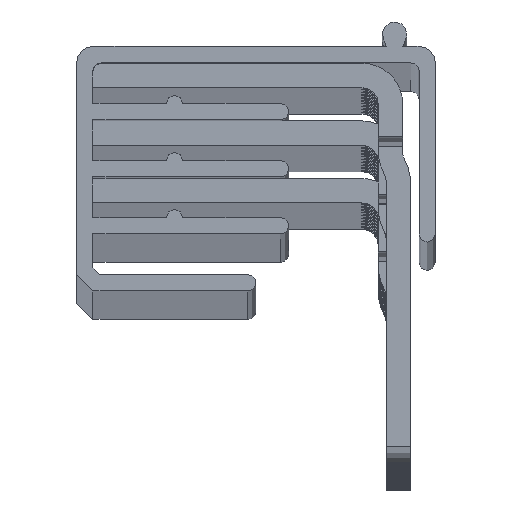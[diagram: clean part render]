
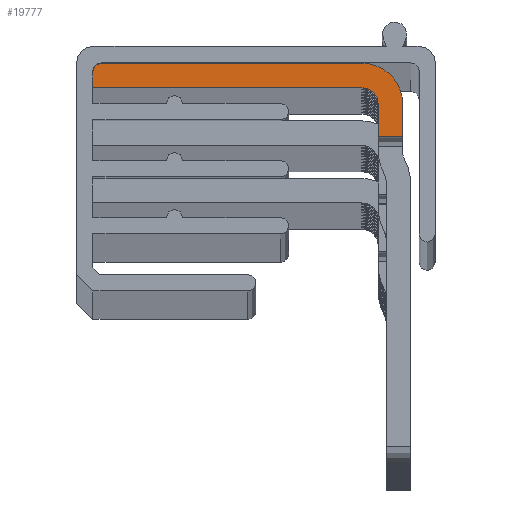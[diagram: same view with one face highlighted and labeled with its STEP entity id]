
A CAD part, top view. The second image highlights one B-rep face of the part: STEP entity #19777.
In plain terms, the highlighted planar face has unit normal (0, 0, 1).
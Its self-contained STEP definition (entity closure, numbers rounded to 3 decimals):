
#179=DIRECTION('',(1.,0.,0.));
#180=VECTOR('',#179,16.);
#181=CARTESIAN_POINT('',(-9.5,6.5,479.5));
#182=LINE('',#181,#180);
#199=CARTESIAN_POINT('',(6.5,4.,479.5));
#200=DIRECTION('',(0.,0.,-1.));
#201=DIRECTION('',(0.,1.,0.));
#202=AXIS2_PLACEMENT_3D('',#199,#200,#201);
#204=CARTESIAN_POINT('',(6.5,4.,479.5));
#205=DIRECTION('',(0.,0.,1.));
#206=DIRECTION('',(1.,0.,0.));
#207=AXIS2_PLACEMENT_3D('',#204,#205,#206);
#231=CARTESIAN_POINT('',(-9.5,6.,479.5));
#232=DIRECTION('',(0.,0.,1.));
#233=DIRECTION('',(0.,1.,0.));
#234=AXIS2_PLACEMENT_3D('',#231,#232,#233);
#249=DIRECTION('',(0.,1.,0.));
#250=VECTOR('',#249,1.);
#251=CARTESIAN_POINT('',(-10.,5.,479.5));
#252=LINE('',#251,#250);
#273=DIRECTION('',(1.,0.,0.));
#274=VECTOR('',#273,16.5);
#275=CARTESIAN_POINT('',(-10.,5.,479.5));
#276=LINE('',#275,#274);
#349=DIRECTION('',(0.,-1.,0.));
#350=VECTOR('',#349,1.995);
#351=CARTESIAN_POINT('',(7.5,4.,479.5));
#352=LINE('',#351,#350);
#367=DIRECTION('',(1.,0.,0.));
#368=VECTOR('',#367,1.5);
#369=CARTESIAN_POINT('',(7.5,2.005,479.5));
#370=LINE('',#369,#368);
#371=DIRECTION('',(0.,1.,0.));
#372=VECTOR('',#371,1.995);
#373=CARTESIAN_POINT('',(9.,2.005,479.5));
#374=LINE('',#373,#372);
#17705=CARTESIAN_POINT('',(7.5,4.,479.5));
#17706=CARTESIAN_POINT('',(6.5,5.,479.5));
#17707=VERTEX_POINT('',#17705);
#17708=VERTEX_POINT('',#17706);
#17709=CARTESIAN_POINT('',(9.,2.005,479.5));
#17710=CARTESIAN_POINT('',(9.,4.,479.5));
#17711=VERTEX_POINT('',#17709);
#17712=VERTEX_POINT('',#17710);
#17895=CARTESIAN_POINT('',(7.5,2.005,479.5));
#17896=VERTEX_POINT('',#17895);
#19021=CARTESIAN_POINT('',(-9.5,6.5,479.5));
#19022=CARTESIAN_POINT('',(6.5,6.5,479.5));
#19023=VERTEX_POINT('',#19021);
#19024=VERTEX_POINT('',#19022);
#19029=CARTESIAN_POINT('',(-10.,6.,479.5));
#19030=VERTEX_POINT('',#19029);
#19033=CARTESIAN_POINT('',(-10.,5.,479.5));
#19034=VERTEX_POINT('',#19033);
#19753=CARTESIAN_POINT('',(-0.5,4.252,479.5));
#19754=DIRECTION('',(0.,0.,1.));
#19755=DIRECTION('',(-1.,0.,0.));
#19756=AXIS2_PLACEMENT_3D('',#19753,#19754,#19755);
#19757=PLANE('',#19756);
#19758=ORIENTED_EDGE('',*,*,#19736,.T.);
#19760=ORIENTED_EDGE('',*,*,#19759,.T.);
#19762=ORIENTED_EDGE('',*,*,#19761,.F.);
#19764=ORIENTED_EDGE('',*,*,#19763,.F.);
#19766=ORIENTED_EDGE('',*,*,#19765,.F.);
#19768=ORIENTED_EDGE('',*,*,#19767,.T.);
#19770=ORIENTED_EDGE('',*,*,#19769,.F.);
#19772=ORIENTED_EDGE('',*,*,#19771,.T.);
#19774=ORIENTED_EDGE('',*,*,#19773,.F.);
#19775=EDGE_LOOP('',(#19758,#19760,#19762,#19764,#19766,#19768,#19770,#19772,
#19774));
#19776=FACE_OUTER_BOUND('',#19775,.F.);
#203=CIRCLE('',#202,2.5);
#208=CIRCLE('',#207,1.);
#235=CIRCLE('',#234,0.5);
#19736=EDGE_CURVE('',#19023,#19024,#182,.T.);
#19759=EDGE_CURVE('',#19024,#17712,#203,.T.);
#19761=EDGE_CURVE('',#17711,#17712,#374,.T.);
#19763=EDGE_CURVE('',#17896,#17711,#370,.T.);
#19765=EDGE_CURVE('',#17707,#17896,#352,.T.);
#19767=EDGE_CURVE('',#17707,#17708,#208,.T.);
#19769=EDGE_CURVE('',#19034,#17708,#276,.T.);
#19771=EDGE_CURVE('',#19034,#19030,#252,.T.);
#19773=EDGE_CURVE('',#19023,#19030,#235,.T.);
#19777=ADVANCED_FACE('',(#19776),#19757,.T.);
